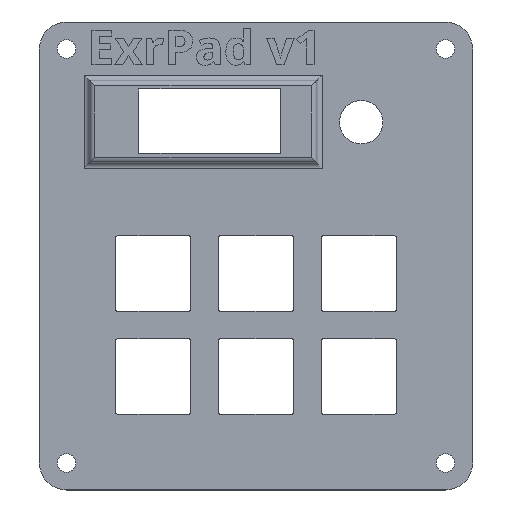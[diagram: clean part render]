
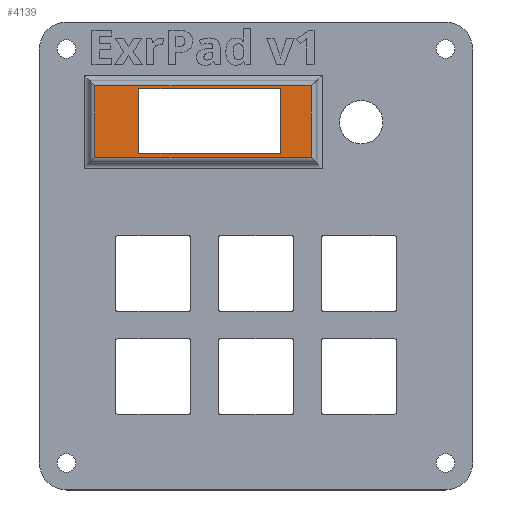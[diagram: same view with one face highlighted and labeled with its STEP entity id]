
A CAD part, top view. The second image highlights one B-rep face of the part: STEP entity #4139.
In plain terms, the highlighted planar face has unit normal (0, 0, 1).
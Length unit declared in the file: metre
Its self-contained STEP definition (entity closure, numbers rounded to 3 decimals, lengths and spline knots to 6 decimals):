
#765=ORIENTED_EDGE('',*,*,#1765,.T.);
#766=ORIENTED_EDGE('',*,*,#1766,.T.);
#767=ORIENTED_EDGE('',*,*,#1767,.T.);
#768=ORIENTED_EDGE('',*,*,#1768,.T.);
#769=ORIENTED_EDGE('',*,*,#1525,.F.);
#770=ORIENTED_EDGE('',*,*,#1528,.T.);
#771=ORIENTED_EDGE('',*,*,#1531,.T.);
#772=ORIENTED_EDGE('',*,*,#1533,.F.);
#1525=EDGE_CURVE('',#2118,#2115,#2481,.T.);
#1528=EDGE_CURVE('',#2118,#2120,#2484,.T.);
#1531=EDGE_CURVE('',#2120,#2122,#2487,.T.);
#1533=EDGE_CURVE('',#2115,#2122,#2489,.T.);
#1765=EDGE_CURVE('',#2294,#2295,#2657,.T.);
#1766=EDGE_CURVE('',#2295,#2296,#2658,.T.);
#1767=EDGE_CURVE('',#2296,#2297,#2659,.F.);
#1768=EDGE_CURVE('',#2297,#2294,#2660,.F.);
#2115=VERTEX_POINT('',#6412);
#2118=VERTEX_POINT('',#6417);
#2120=VERTEX_POINT('',#6423);
#2122=VERTEX_POINT('',#6429);
#2294=VERTEX_POINT('',#6956);
#2295=VERTEX_POINT('',#6957);
#2296=VERTEX_POINT('',#6959);
#2297=VERTEX_POINT('',#6961);
#2481=LINE('',#6418,#2904);
#2484=LINE('',#6424,#2907);
#2487=LINE('',#6430,#2910);
#2489=LINE('',#6433,#2912);
#2657=LINE('',#6955,#3080);
#2658=LINE('',#6958,#3081);
#2659=LINE('',#6960,#3082);
#2660=LINE('',#6962,#3083);
#2904=VECTOR('',#5444,1.);
#2907=VECTOR('',#5449,1.);
#2910=VECTOR('',#5454,1.);
#2912=VECTOR('',#5458,1.);
#3080=VECTOR('',#5836,1.);
#3081=VECTOR('',#5837,1.);
#3082=VECTOR('',#5838,1.);
#3083=VECTOR('',#5839,1.);
#3400=EDGE_LOOP('',(#765,#766,#767,#768));
#3401=EDGE_LOOP('',(#769,#770,#771,#772));
#3659=FACE_BOUND('',#3400,.T.);
#3660=FACE_BOUND('',#3401,.T.);
#3848=PLANE('',#5221);
#4139=ADVANCED_FACE('',(#3659,#3660),#3848,.T.);
#5221=AXIS2_PLACEMENT_3D('',#6954,#5834,#5835);
#5444=DIRECTION('',(0.,-1.,0.));
#5449=DIRECTION('',(1.,0.,0.));
#5454=DIRECTION('',(0.,-1.,0.));
#5458=DIRECTION('',(1.,0.,0.));
#5834=DIRECTION('',(0.,0.,1.));
#5835=DIRECTION('',(1.,0.,0.));
#5836=DIRECTION('',(0.,-1.,0.));
#5837=DIRECTION('',(1.,0.,0.));
#5838=DIRECTION('',(0.,-1.,0.));
#5839=DIRECTION('',(1.,0.,0.));
#6412=CARTESIAN_POINT('',(-0.021678,0.019003,0.004));
#6417=CARTESIAN_POINT('',(-0.021678,0.030899,0.004));
#6418=CARTESIAN_POINT('',(-0.021678,0.024951,0.004));
#6423=CARTESIAN_POINT('',(0.004597,0.030899,0.004));
#6424=CARTESIAN_POINT('',(-0.008541,0.030899,0.004));
#6429=CARTESIAN_POINT('',(0.004597,0.019003,0.004));
#6430=CARTESIAN_POINT('',(0.004597,0.024951,0.004));
#6433=CARTESIAN_POINT('',(-0.008541,0.019003,0.004));
#6954=CARTESIAN_POINT('',(0.,0.,0.004));
#6955=CARTESIAN_POINT('',(-0.029826,0.017251,0.004));
#6956=CARTESIAN_POINT('',(-0.029826,0.03149,0.004));
#6957=CARTESIAN_POINT('',(-0.029826,0.018251,0.004));
#6958=CARTESIAN_POINT('',(0.01124,0.018251,0.004));
#6959=CARTESIAN_POINT('',(0.01024,0.018251,0.004));
#6960=CARTESIAN_POINT('',(0.01024,0.,0.004));
#6961=CARTESIAN_POINT('',(0.01024,0.03149,0.004));
#6962=CARTESIAN_POINT('',(0.,0.03149,0.004));
